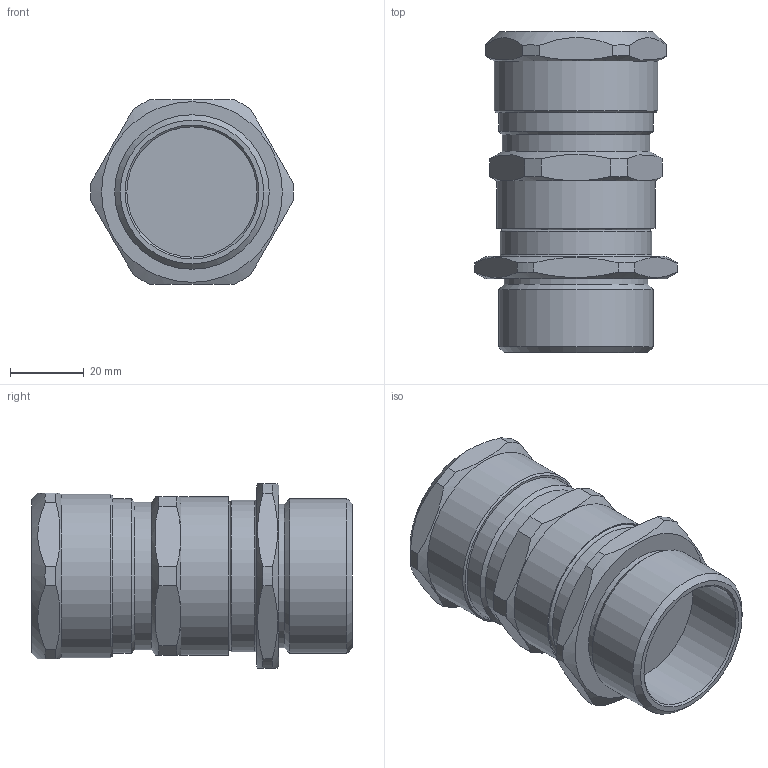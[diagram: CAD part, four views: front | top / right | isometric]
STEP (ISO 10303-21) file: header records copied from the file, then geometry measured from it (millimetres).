
FILE_DESCRIPTION(/* description */ ('ВКБ3-НС-G1 1)4-26-33'),/* implementation_level */ '2;1');
FILE_NAME(/* name */ '',/* time_stamp */ '2025-07-14T14:48:03+07:00',/* author */ ('zeta-86'),/* organization */ (''),/* preprocessor_version */ 'ST-DEVELOPER v19.2',/* originating_system */ 'Autodesk Inventor 2024',/* authorisation */ '');
FILE_SCHEMA (('AUTOMOTIVE_DESIGN { 1 0 10303 214 3 1 1 }'));
Length unit declared in the file: millimetre
Products named in the file (1): zeta34621
Bounding box: 54.99 x 87 x 50 mm (x, y, z)
Volume: 111426.2 mm3; surface area: 19225.3 mm2
Topology: 1 solids, 1 shells, 70 faces, 173 edges, 112 vertices
Faces by surface type: plane 39, cylinder 15, cone 14, torus 2
Full cylindrical faces by diameter (mm): 33.5 x1, 35.3 x1, 38.9 x1, 40 x1, 41 x1, 41.9 x1, 42 x1, 42.9 x1, 44.4 x1
Entity records: 2046 total; most frequent: CARTESIAN_POINT 484, ORIENTED_EDGE 346, DIRECTION 301, EDGE_CURVE 173, AXIS2_PLACEMENT_3D 121, VERTEX_POINT 112, EDGE_LOOP 77, FACE_OUTER_BOUND 70
